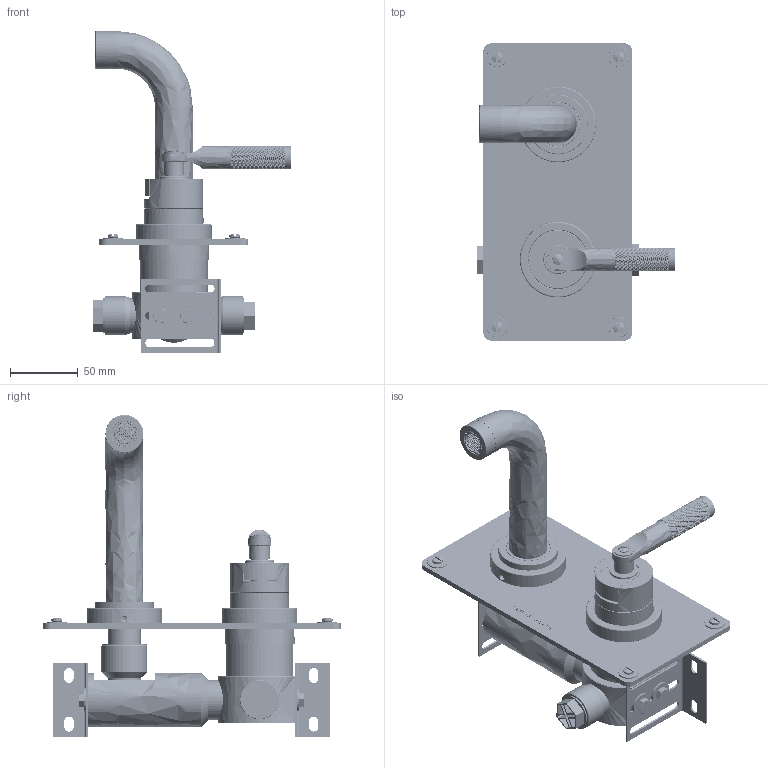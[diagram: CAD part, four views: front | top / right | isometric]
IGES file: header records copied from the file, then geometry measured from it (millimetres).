
Global section: file name: V7K20-RH-1LK; native system: Autodesk Inventor 2018; preprocessor: unknown; author: aduggalther; date: 20171213.074414; units: millimetre
Bounding box: 147.1 x 220 x 238.1 mm (x, y, z)
Volume: 538849.4 mm3; surface area: 274061.5 mm2
Topology: 65 solids, 65 shells, 8359 faces, 18738 edges, 10650 vertices
Faces by surface type: bspline 8359
